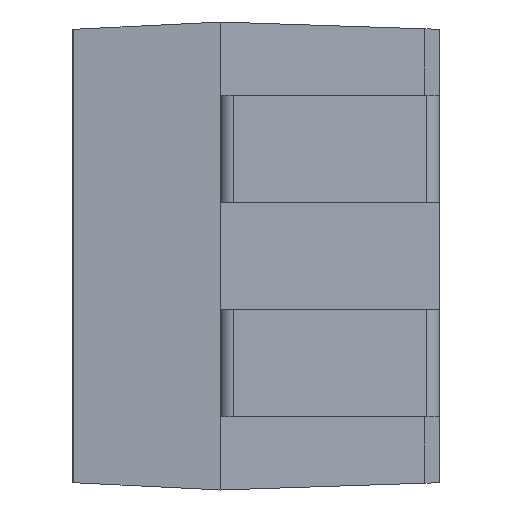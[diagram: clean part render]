
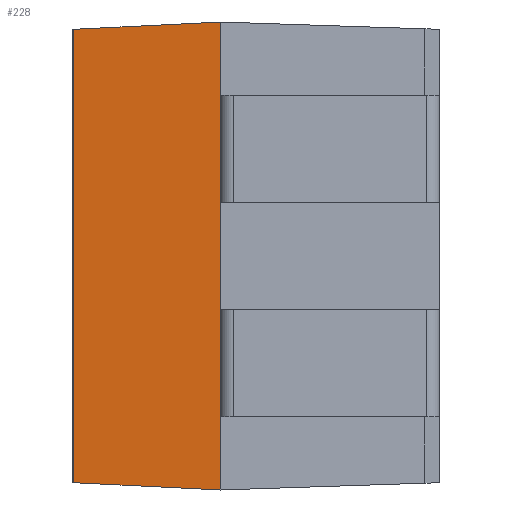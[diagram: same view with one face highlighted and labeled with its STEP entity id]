
A CAD part, left-side view. The second image highlights one B-rep face of the part: STEP entity #228.
In plain terms, the highlighted planar face has unit normal (-0.999, 0.05, 0).
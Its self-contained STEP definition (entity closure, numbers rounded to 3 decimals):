
#4 = VERTEX_POINT ( 'NONE', #628 ) ;
#26 = EDGE_CURVE ( 'NONE', #27, #60, #535, .T. ) ;
#27 = VERTEX_POINT ( 'NONE', #531 ) ;
#54 = EDGE_CURVE ( 'NONE', #4, #55, #670, .T. ) ;
#55 = VERTEX_POINT ( 'NONE', #891 ) ;
#60 = VERTEX_POINT ( 'NONE', #694 ) ;
#101 = VERTEX_POINT ( 'NONE', #794 ) ;
#103 = EDGE_CURVE ( 'NONE', #104, #101, #793, .T. ) ;
#104 = VERTEX_POINT ( 'NONE', #789 ) ;
#137 = VERTEX_POINT ( 'NONE', #1085 ) ;
#217 = EDGE_CURVE ( 'NONE', #4, #104, #1226, .T. ) ;
#226 = EDGE_CURVE ( 'NONE', #137, #55, #1249, .T. ) ;
#228 = ADVANCED_FACE ( 'NONE', ( #1245 ), #1312, .T. ) ;
#229 = EDGE_LOOP ( 'NONE', ( #230, #231, #232, #235, #268, #289, #290, #291 ) ) ;
#230 = ORIENTED_EDGE ( 'NONE', *, *, #217, .T. ) ;
#231 = ORIENTED_EDGE ( 'NONE', *, *, #103, .T. ) ;
#232 = ORIENTED_EDGE ( 'NONE', *, *, #233, .F. ) ;
#233 = EDGE_CURVE ( 'NONE', #234, #101, #1307, .T. ) ;
#234 = VERTEX_POINT ( 'NONE', #1303 ) ;
#235 = ORIENTED_EDGE ( 'NONE', *, *, #236, .F. ) ;
#236 = EDGE_CURVE ( 'NONE', #60, #234, #1301, .T. ) ;
#268 = ORIENTED_EDGE ( 'NONE', *, *, #26, .F. ) ;
#289 = ORIENTED_EDGE ( 'NONE', *, *, #311, .T. ) ;
#290 = ORIENTED_EDGE ( 'NONE', *, *, #226, .T. ) ;
#291 = ORIENTED_EDGE ( 'NONE', *, *, #54, .F. ) ;
#311 = EDGE_CURVE ( 'NONE', #27, #137, #1515, .T. ) ;
#531 = CARTESIAN_POINT ( 'NONE',  ( -2.9, 1.5, 1.1 ) ) ;
#532 = DIRECTION ( 'NONE',  ( 0., 0., -1. ) ) ;
#533 = VECTOR ( 'NONE', #532, 1000. ) ;
#534 = CARTESIAN_POINT ( 'NONE',  ( -2.9, 1.5, 1.1 ) ) ;
#535 = LINE ( 'NONE', #534, #533 ) ;
#628 = CARTESIAN_POINT ( 'NONE',  ( -2.85, 2.5, -1.55 ) ) ;
#670 = LINE ( 'NONE', #894, #893 ) ;
#694 = CARTESIAN_POINT ( 'NONE',  ( -2.9, 1.5, 0.367 ) ) ;
#789 = CARTESIAN_POINT ( 'NONE',  ( -2.9, 1.5, -1.6 ) ) ;
#790 = DIRECTION ( 'NONE',  ( 0., 0., 1. ) ) ;
#791 = VECTOR ( 'NONE', #790, 1000. ) ;
#792 = CARTESIAN_POINT ( 'NONE',  ( -2.9, 1.5, -1.6 ) ) ;
#793 = LINE ( 'NONE', #792, #791 ) ;
#794 = CARTESIAN_POINT ( 'NONE',  ( -2.9, 1.5, -1.1 ) ) ;
#891 = CARTESIAN_POINT ( 'NONE',  ( -2.85, 2.5, 1.55 ) ) ;
#892 = DIRECTION ( 'NONE',  ( 0., 0., 1. ) ) ;
#893 = VECTOR ( 'NONE', #892, 1000. ) ;
#894 = CARTESIAN_POINT ( 'NONE',  ( -2.85, 2.5, 1.6 ) ) ;
#1085 = CARTESIAN_POINT ( 'NONE',  ( -2.9, 1.5, 1.6 ) ) ;
#1223 = DIRECTION ( 'NONE',  ( -0.05, -0.998, -0.05 ) ) ;
#1224 = VECTOR ( 'NONE', #1223, 1000. ) ;
#1225 = CARTESIAN_POINT ( 'NONE',  ( -2.85, 2.498, -1.55 ) ) ;
#1226 = LINE ( 'NONE', #1225, #1224 ) ;
#1245 = FACE_OUTER_BOUND ( 'NONE', #229, .T. ) ;
#1246 = DIRECTION ( 'NONE',  ( 0.05, 0.998, -0.05 ) ) ;
#1247 = VECTOR ( 'NONE', #1246, 1000. ) ;
#1248 = CARTESIAN_POINT ( 'NONE',  ( -2.85, 2.498, 1.55 ) ) ;
#1249 = LINE ( 'NONE', #1248, #1247 ) ;
#1298 = DIRECTION ( 'NONE',  ( 0., 0., -1. ) ) ;
#1299 = VECTOR ( 'NONE', #1298, 1000. ) ;
#1300 = CARTESIAN_POINT ( 'NONE',  ( -2.9, 1.5, 0.367 ) ) ;
#1301 = LINE ( 'NONE', #1300, #1299 ) ;
#1303 = CARTESIAN_POINT ( 'NONE',  ( -2.9, 1.5, -0.367 ) ) ;
#1304 = DIRECTION ( 'NONE',  ( 0., 0., -1. ) ) ;
#1305 = VECTOR ( 'NONE', #1304, 1000. ) ;
#1306 = CARTESIAN_POINT ( 'NONE',  ( -2.9, 1.5, 1.1 ) ) ;
#1307 = LINE ( 'NONE', #1306, #1305 ) ;
#1308 = DIRECTION ( 'NONE',  ( -0.05, -0.999, 0. ) ) ;
#1309 = DIRECTION ( 'NONE',  ( -0.999, 0.05, 0. ) ) ;
#1310 = CARTESIAN_POINT ( 'NONE',  ( -2.85, 2.5, 1.6 ) ) ;
#1311 = AXIS2_PLACEMENT_3D ( 'NONE', #1310, #1309, #1308 ) ;
#1312 = PLANE ( 'NONE',  #1311 ) ;
#1512 = DIRECTION ( 'NONE',  ( 0., 0., 1. ) ) ;
#1513 = VECTOR ( 'NONE', #1512, 1000. ) ;
#1514 = CARTESIAN_POINT ( 'NONE',  ( -2.9, 1.5, -1.6 ) ) ;
#1515 = LINE ( 'NONE', #1514, #1513 ) ;
